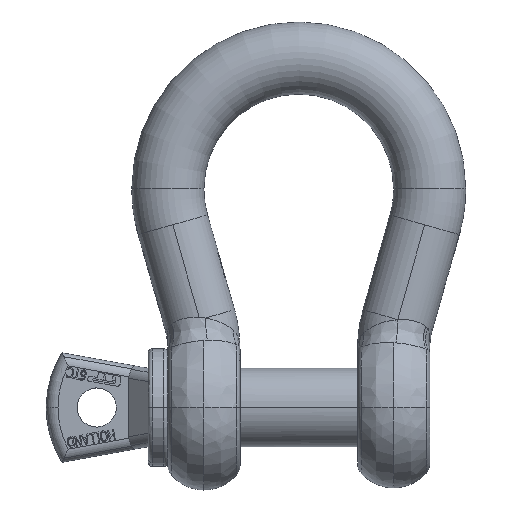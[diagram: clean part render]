
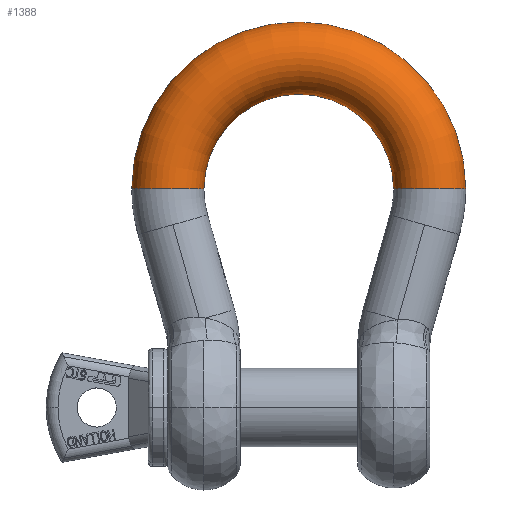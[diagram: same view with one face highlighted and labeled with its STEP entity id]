
A CAD part, top view. The second image highlights one B-rep face of the part: STEP entity #1388.
In plain terms, the highlighted toroidal (fillet/blend) face has major radius 63.5 mm and minor radius 17.5 mm.
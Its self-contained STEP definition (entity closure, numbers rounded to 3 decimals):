
#1388=ADVANCED_FACE('',(#3369),#3370,.T.);
#3369=FACE_OUTER_BOUND('',#7555,.T.);
#3370=TOROIDAL_SURFACE('',#7556,63.5,17.5);
#7555=EDGE_LOOP('',(#13701,#13702,#13703,#13704));
#7556=AXIS2_PLACEMENT_3D('',#13705,#13706,#13707);
#13701=ORIENTED_EDGE('',*,*,#20428,.F.);
#13702=ORIENTED_EDGE('',*,*,#19757,.T.);
#13703=ORIENTED_EDGE('',*,*,#20429,.F.);
#13704=ORIENTED_EDGE('',*,*,#20430,.T.);
#13705=CARTESIAN_POINT('',(0.0,106.0,0.0));
#13706=DIRECTION('',(0.0,0.0,-1.0));
#13707=DIRECTION('',(-1.0,0.0,0.0));
#19757=EDGE_CURVE('',#23730,#23727,#23731,.T.);
#20428=EDGE_CURVE('',#23730,#24673,#24674,.F.);
#20429=EDGE_CURVE('',#24675,#23727,#24676,.T.);
#20430=EDGE_CURVE('',#24675,#24673,#24677,.F.);
#23727=VERTEX_POINT('',#31013);
#23730=VERTEX_POINT('',#31016);
#23731=CIRCLE('',#31017,17.5);
#24673=VERTEX_POINT('',#33121);
#24674=CIRCLE('',#33122,46.0);
#24675=VERTEX_POINT('',#33123);
#24676=CIRCLE('',#33124,81.0);
#24677=CIRCLE('',#33125,17.5);
#31013=CARTESIAN_POINT('',(81.0,106.0,0.0));
#31016=CARTESIAN_POINT('',(46.0,106.0,0.));
#31017=AXIS2_PLACEMENT_3D('',#42416,#42417,#42418);
#33121=CARTESIAN_POINT('',(-46.0,106.0,0.));
#33122=AXIS2_PLACEMENT_3D('',#42577,#42578,#42579);
#33123=CARTESIAN_POINT('',(-81.0,106.0,0.0));
#33124=AXIS2_PLACEMENT_3D('',#42580,#42581,#42582);
#33125=AXIS2_PLACEMENT_3D('',#42583,#42584,#42585);
#42416=CARTESIAN_POINT('',(63.5,106.0,0.0));
#42417=DIRECTION('',(0.,1.0,0.0));
#42418=DIRECTION('',(1.0,0.,0.0));
#42577=CARTESIAN_POINT('',(0.0,106.0,0.));
#42578=DIRECTION('',(0.0,0.0,-1.0));
#42579=DIRECTION('',(1.0,0.0,0.0));
#42580=CARTESIAN_POINT('',(0.0,106.0,0.));
#42581=DIRECTION('',(0.0,0.0,-1.0));
#42582=DIRECTION('',(1.0,0.0,0.0));
#42583=CARTESIAN_POINT('',(-63.5,106.0,0.0));
#42584=DIRECTION('',(0.0,-1.0,0.0));
#42585=DIRECTION('',(1.0,0.0,0.0));
